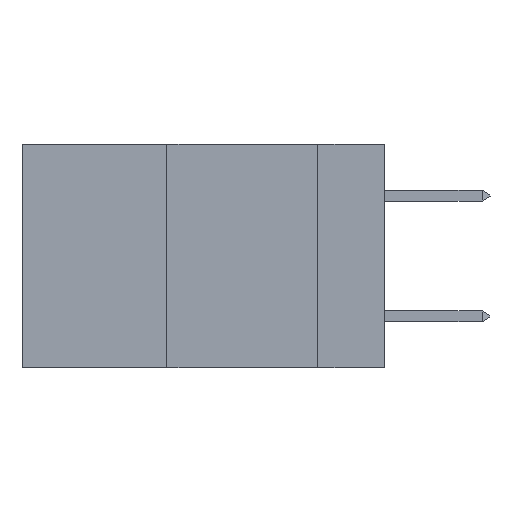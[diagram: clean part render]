
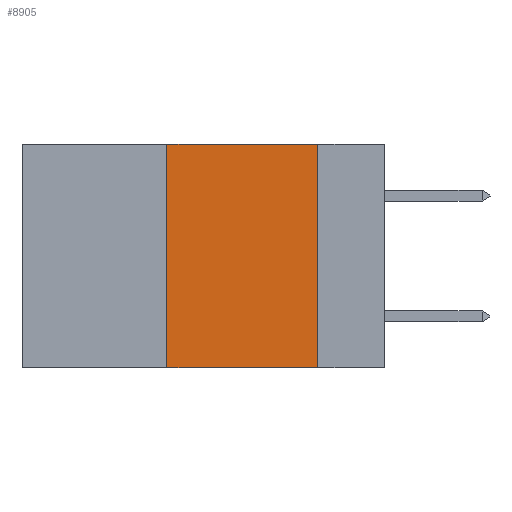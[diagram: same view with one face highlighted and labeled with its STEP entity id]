
A CAD part, left-side view. The second image highlights one B-rep face of the part: STEP entity #8905.
In plain terms, the highlighted planar face has unit normal (-1, 0, 0).
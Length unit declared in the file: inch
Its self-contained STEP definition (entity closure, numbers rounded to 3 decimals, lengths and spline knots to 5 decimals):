
#991 = DIRECTION ( 'NONE',  ( 0., -1., 0. ) ) ;
#1276 = ORIENTED_EDGE ( 'NONE', *, *, #2805, .T. ) ;
#2204 = VECTOR ( 'NONE', #6078, 39.37008 ) ;
#2275 = ORIENTED_EDGE ( 'NONE', *, *, #3205, .F. ) ;
#2805 = EDGE_CURVE ( 'NONE', #9191, #13263, #11033, .T. ) ;
#2959 = CARTESIAN_POINT ( 'NONE',  ( 0., 0.36, -0.37 ) ) ;
#3205 = EDGE_CURVE ( 'NONE', #12049, #15937, #9942, .T. ) ;
#3233 = ORIENTED_EDGE ( 'NONE', *, *, #7054, .F. ) ;
#3568 = LINE ( 'NONE', #10975, #2204 ) ;
#3760 = CARTESIAN_POINT ( 'NONE',  ( 0., 0.6, 0. ) ) ;
#5884 = DIRECTION ( 'NONE',  ( 0., 0., -1. ) ) ;
#5972 = CARTESIAN_POINT ( 'NONE',  ( 0., 0.6, 0. ) ) ;
#6078 = DIRECTION ( 'NONE',  ( 0., 0., 1. ) ) ;
#6736 = EDGE_CURVE ( 'NONE', #9191, #12049, #3568, .T. ) ;
#6803 = ORIENTED_EDGE ( 'NONE', *, *, #6736, .F. ) ;
#6853 = CARTESIAN_POINT ( 'NONE',  ( 0., 0.11, -0.37 ) ) ;
#6881 = LINE ( 'NONE', #8104, #15977 ) ;
#7054 = EDGE_CURVE ( 'NONE', #15937, #13263, #6881, .T. ) ;
#8104 = CARTESIAN_POINT ( 'NONE',  ( 0., 0.11, 0. ) ) ;
#8905 = ADVANCED_FACE ( 'NONE', ( #11098 ), #11178, .F. ) ;
#8981 = CARTESIAN_POINT ( 'NONE',  ( 0., 0.36, 0. ) ) ;
#9191 = VERTEX_POINT ( 'NONE', #2959 ) ;
#9942 = LINE ( 'NONE', #3760, #12031 ) ;
#10975 = CARTESIAN_POINT ( 'NONE',  ( 0., 0.36, 0. ) ) ;
#11033 = LINE ( 'NONE', #13468, #13808 ) ;
#11098 = FACE_OUTER_BOUND ( 'NONE', #11797, .T. ) ;
#11178 = PLANE ( 'NONE',  #15215 ) ;
#11797 = EDGE_LOOP ( 'NONE', ( #3233, #2275, #6803, #1276 ) ) ;
#12031 = VECTOR ( 'NONE', #991, 39.37008 ) ;
#12049 = VERTEX_POINT ( 'NONE', #8981 ) ;
#12184 = DIRECTION ( 'NONE',  ( 0., -1., 0. ) ) ;
#12228 = CARTESIAN_POINT ( 'NONE',  ( 0., 0.11, 0. ) ) ;
#12923 = DIRECTION ( 'NONE',  ( 0., 0., -1. ) ) ;
#13263 = VERTEX_POINT ( 'NONE', #6853 ) ;
#13468 = CARTESIAN_POINT ( 'NONE',  ( 0., 0.6, -0.37 ) ) ;
#13808 = VECTOR ( 'NONE', #12184, 39.37008 ) ;
#14677 = DIRECTION ( 'NONE',  ( 1., 0., 0. ) ) ;
#15215 = AXIS2_PLACEMENT_3D ( 'NONE', #5972, #14677, #5884 ) ;
#15937 = VERTEX_POINT ( 'NONE', #12228 ) ;
#15977 = VECTOR ( 'NONE', #12923, 39.37008 ) ;
